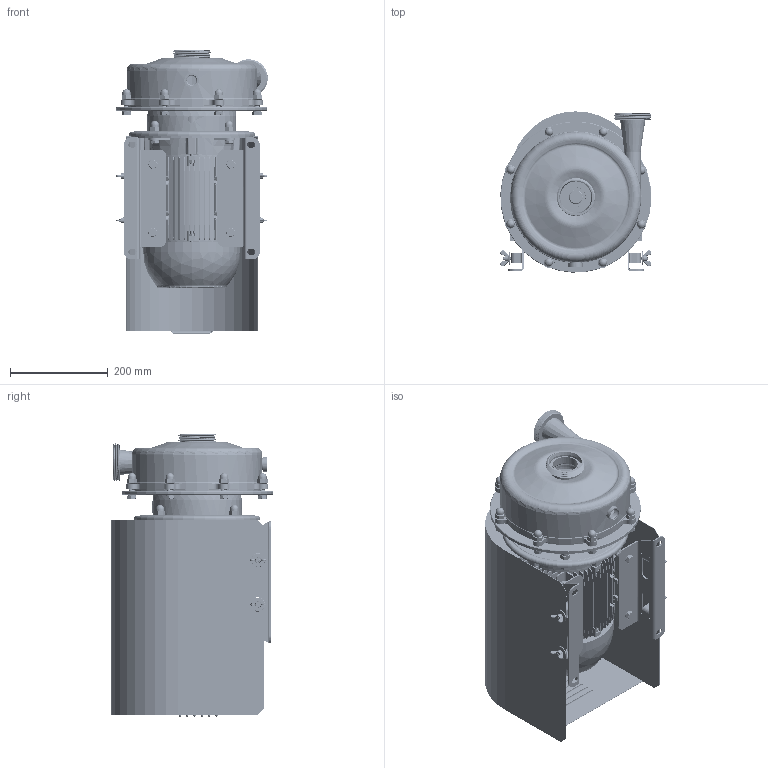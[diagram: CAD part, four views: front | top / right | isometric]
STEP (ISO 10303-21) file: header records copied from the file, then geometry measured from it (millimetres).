
FILE_DESCRIPTION(('STEP AP214'), '1');
FILE_NAME('ﾎﾍﾖ 12,550ﾊ5-5,5 2', '', ('UNSPECIFIED'), ('UNSPECIFIED'), 'ASCON STEP Converter 1.6', 'ASCON Math Kernel', '');
FILE_SCHEMA(('AUTOMOTIVE_DESIGN { 1 0 10303 214 3 1 1}'));
Length unit declared in the file: millimetre
Products named in the file (21): 楋樏襝鍱睯蜬蠈錪 100L
Assembly tree (58 placements, depth 8):
  (unnamed)
    (unnamed)
      楋樏襝鍱睯蜬蠈錪 100L
      (unnamed)
      (unnamed)
        (unnamed)
          (unnamed)
            (unnamed)
              (unnamed)
                (unnamed)
                (unnamed)
              (unnamed)
            (unnamed)
        (unnamed)
      (unnamed)  x2
      (unnamed)
      (unnamed)  x8
      (unnamed)  x8
        (unnamed)
      (unnamed)  x4
      (unnamed)  x4
    (unnamed)  x8
    (unnamed)  x8
      (unnamed)
Bounding box: 310.63 x 330.83 x 580.5 mm (x, y, z)
Volume: 10913986.3 mm3; surface area: 2218836.3 mm2
Topology: 47 solids, 47 shells, 4183 faces, 10716 edges, 6896 vertices
Faces by surface type: plane 2533, cylinder 964, bspline 242, cone 217, torus 171, sphere 56
Full cylindrical faces by diameter (mm): 5.878 x11, 6 x4, 6.4 x4, 6.7 x4, 8 x13, 8.1 x3, 10.2 x4, 10.5 x4, 10.647 x16, 12 x28, 13 x24, 15 x5, 17 x32, 25 x1, 26 x2, 27.4 x1, 27.6 x1, 28 x5, 30 x2, 32 x1, 33.4 x1, 38 x1, 40 x1, 42 x1, 50.5 x1, 51 x1, 54 x2, 57 x1, 59.6 x1, 61 x1
Entity records: 172455 total; most frequent: CARTESIAN_POINT 72934, ORIENTED_EDGE 15450, DIRECTION 14196, EDGE_CURVE 7725, LINE 5254, VECTOR 5254, VERTEX_POINT 5130, AXIS2_PLACEMENT_3D 4471
